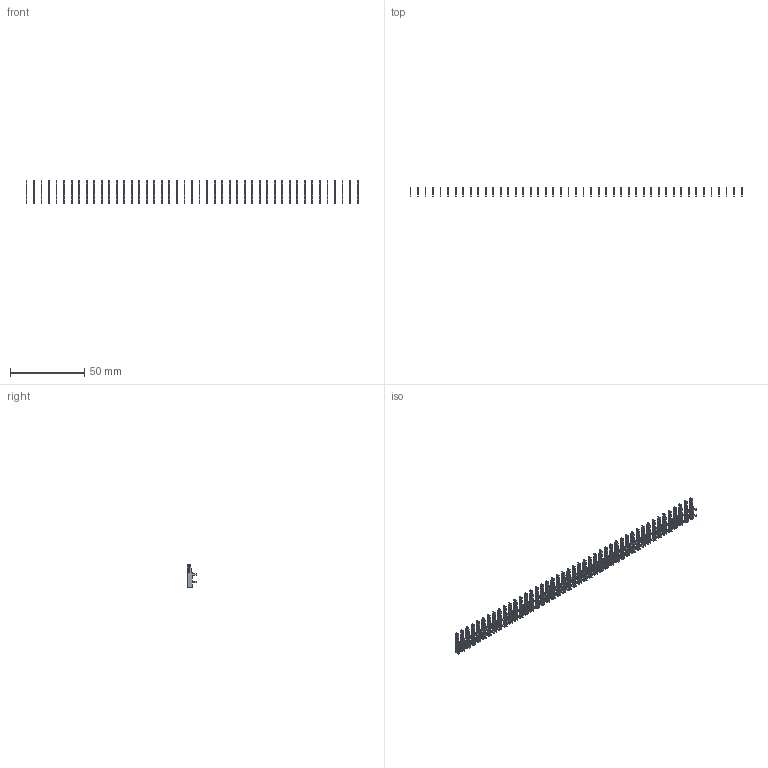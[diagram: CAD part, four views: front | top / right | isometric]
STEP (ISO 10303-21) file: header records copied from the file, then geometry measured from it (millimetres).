
FILE_DESCRIPTION (( 'STEP AP203' ), '1' );
FILE_NAME ('105-045-202-200.STEP', '2020-04-08T00:10:38', ( '' ), ( '' ), 'SwSTEP 2.0', 'SolidWorks 2016', '' );
FILE_SCHEMA (( 'CONFIG_CONTROL_DESIGN' ));
Length unit declared in the file: inch
Products named in the file (2): 100-290-001_100-290-202; 105-045-202-200
Assembly tree (45 placements, depth 2):
  105-045-202-200
    100-290-001_100-290-202  x45
Bounding box: 224.12 x 6.53 x 15.88 mm (x, y, z)
Volume: 1429.7 mm3; surface area: 6358.5 mm2
Topology: 45 solids, 45 shells, 1350 faces, 3780 edges, 2520 vertices
Faces by surface type: plane 1035, cylinder 315
Entity records: 2570 total; most frequent: DIRECTION 250, CARTESIAN_POINT 230, ORIENTED_EDGE 168, COORDINATED_UNIVERSAL_TIME_OFFSET 100, LOCAL_TIME 100, CALENDAR_DATE 100, DATE_AND_TIME 100, AXIS2_PLACEMENT_3D 92
